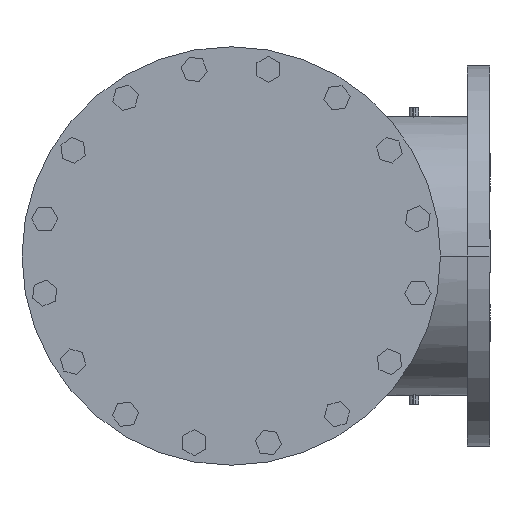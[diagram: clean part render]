
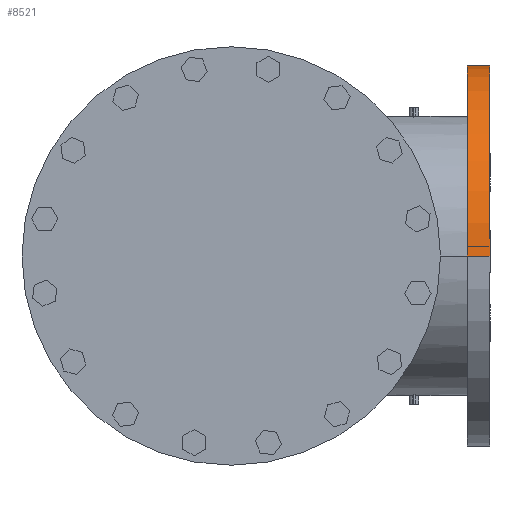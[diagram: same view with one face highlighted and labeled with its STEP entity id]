
A CAD part, left-side view. The second image highlights one B-rep face of the part: STEP entity #8521.
In plain terms, the highlighted cylindrical face has radius 317.5 mm (diameter 635 mm), a partial arc.
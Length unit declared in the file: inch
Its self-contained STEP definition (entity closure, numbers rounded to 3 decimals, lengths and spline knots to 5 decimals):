
#497 = DIRECTION ( 'NONE',  ( 1., 0., 0. ) ) ;
#541 = VECTOR ( 'NONE', #19090, 39.37008 ) ;
#1307 = LINE ( 'NONE', #20175, #13439 ) ;
#1378 = AXIS2_PLACEMENT_3D ( 'NONE', #14989, #2168, #19578 ) ;
#2168 = DIRECTION ( 'NONE',  ( 0., 1., 0. ) ) ;
#2567 = DIRECTION ( 'NONE',  ( 0., 1., 0. ) ) ;
#4213 = CARTESIAN_POINT ( 'NONE',  ( 4.36049, -15.5, 0. ) ) ;
#6704 = CIRCLE ( 'NONE', #14206, 12.5 ) ;
#7524 = CARTESIAN_POINT ( 'NONE',  ( 29.36049, -17., 0. ) ) ;
#8230 = ORIENTED_EDGE ( 'NONE', *, *, #11473, .F. ) ;
#8420 = VERTEX_POINT ( 'NONE', #11239 ) ;
#8521 = ADVANCED_FACE ( 'NONE', ( #16689 ), #26184, .T. ) ;
#8733 = CARTESIAN_POINT ( 'NONE',  ( 16.86049, -17., 0. ) ) ;
#8961 = VERTEX_POINT ( 'NONE', #7524 ) ;
#10182 = ORIENTED_EDGE ( 'NONE', *, *, #17387, .T. ) ;
#10819 = DIRECTION ( 'NONE',  ( 1., 0., 0. ) ) ;
#11239 = CARTESIAN_POINT ( 'NONE',  ( 4.36049, -17., 0. ) ) ;
#11473 = EDGE_CURVE ( 'NONE', #8420, #12836, #21567, .T. ) ;
#12836 = VERTEX_POINT ( 'NONE', #4213 ) ;
#13239 = CARTESIAN_POINT ( 'NONE',  ( 16.86049, -15.5, 0. ) ) ;
#13406 = EDGE_CURVE ( 'NONE', #8961, #23090, #1307, .T. ) ;
#13439 = VECTOR ( 'NONE', #2567, 39.37008 ) ;
#14206 = AXIS2_PLACEMENT_3D ( 'NONE', #13239, #24214, #497 ) ;
#14720 = CIRCLE ( 'NONE', #25569, 12.5 ) ;
#14989 = CARTESIAN_POINT ( 'NONE',  ( 16.86049, -17., 0. ) ) ;
#15687 = CARTESIAN_POINT ( 'NONE',  ( 29.36049, -15.5, 0. ) ) ;
#16689 = FACE_OUTER_BOUND ( 'NONE', #18725, .T. ) ;
#17387 = EDGE_CURVE ( 'NONE', #23090, #12836, #6704, .T. ) ;
#18725 = EDGE_LOOP ( 'NONE', ( #21154, #23251, #10182, #8230 ) ) ;
#18964 = EDGE_CURVE ( 'NONE', #8961, #8420, #14720, .T. ) ;
#19090 = DIRECTION ( 'NONE',  ( 0., 1., 0. ) ) ;
#19578 = DIRECTION ( 'NONE',  ( -1., 0., 0. ) ) ;
#20175 = CARTESIAN_POINT ( 'NONE',  ( 29.36049, -17., 0. ) ) ;
#21154 = ORIENTED_EDGE ( 'NONE', *, *, #18964, .F. ) ;
#21567 = LINE ( 'NONE', #25821, #541 ) ;
#21665 = DIRECTION ( 'NONE',  ( 0., -1., 0. ) ) ;
#23090 = VERTEX_POINT ( 'NONE', #15687 ) ;
#23251 = ORIENTED_EDGE ( 'NONE', *, *, #13406, .T. ) ;
#24214 = DIRECTION ( 'NONE',  ( 0., -1., 0. ) ) ;
#25569 = AXIS2_PLACEMENT_3D ( 'NONE', #8733, #21665, #10819 ) ;
#25821 = CARTESIAN_POINT ( 'NONE',  ( 4.36049, -17., 0. ) ) ;
#26184 = CYLINDRICAL_SURFACE ( 'NONE', #1378, 12.5 ) ;
